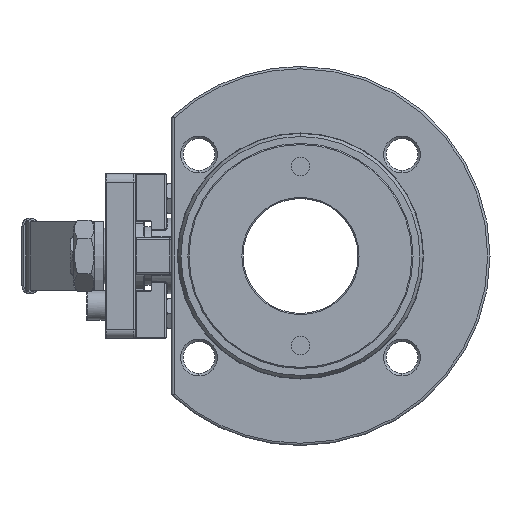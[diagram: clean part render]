
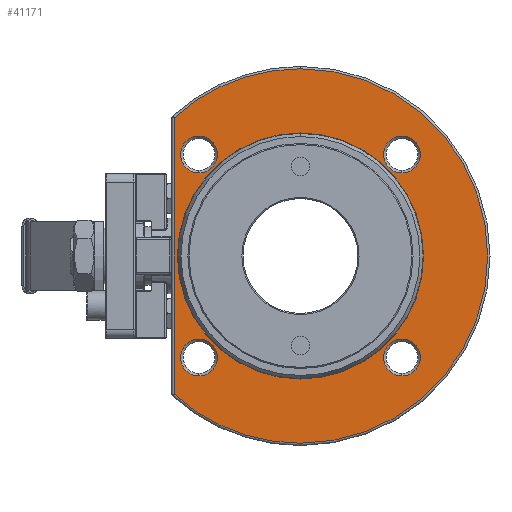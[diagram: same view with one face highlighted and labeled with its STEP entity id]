
A CAD part, left-side view. The second image highlights one B-rep face of the part: STEP entity #41171.
In plain terms, the highlighted planar face has unit normal (-1, 0, 0).
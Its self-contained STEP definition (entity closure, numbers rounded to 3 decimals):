
#278 = CIRCLE ( 'NONE', #54519, 8. ) ;
#306 = CARTESIAN_POINT ( 'NONE',  ( -37.5, 55., 0. ) ) ;
#737 = DIRECTION ( 'NONE',  ( 1., 0., 0. ) ) ;
#973 = VERTEX_POINT ( 'NONE', #15656 ) ;
#1238 = LINE ( 'NONE', #306, #41374 ) ;
#1335 = FACE_BOUND ( 'NONE', #51291, .T. ) ;
#1375 = CARTESIAN_POINT ( 'NONE',  ( -37.5, 55., -60.144 ) ) ;
#1420 = VERTEX_POINT ( 'NONE', #50751 ) ;
#1636 = CARTESIAN_POINT ( 'NONE',  ( -37.5, 0., 81.5 ) ) ;
#2168 = EDGE_CURVE ( 'NONE', #15158, #57162, #44246, .T. ) ;
#2518 = EDGE_CURVE ( 'NONE', #37741, #41818, #4067, .T. ) ;
#3134 = EDGE_CURVE ( 'NONE', #36778, #51140, #1238, .T. ) ;
#3837 = CARTESIAN_POINT ( 'NONE',  ( -37.5, -44.194, 44.194 ) ) ;
#4067 = CIRCLE ( 'NONE', #17260, 8. ) ;
#4195 = DIRECTION ( 'NONE',  ( 0., 0., 1. ) ) ;
#4583 = DIRECTION ( 'NONE',  ( -1., 0., 0. ) ) ;
#4692 = DIRECTION ( 'NONE',  ( 0., 0., 1. ) ) ;
#4931 = DIRECTION ( 'NONE',  ( -1., 0., 0. ) ) ;
#5029 = AXIS2_PLACEMENT_3D ( 'NONE', #49212, #40151, #9361 ) ;
#5067 = CARTESIAN_POINT ( 'NONE',  ( -37.5, 0., 0. ) ) ;
#5143 = EDGE_LOOP ( 'NONE', ( #35127, #45532 ) ) ;
#5337 = DIRECTION ( 'NONE',  ( 0., 0., 1. ) ) ;
#5806 = DIRECTION ( 'NONE',  ( 0., 0., 1. ) ) ;
#6136 = CARTESIAN_POINT ( 'NONE',  ( -37.5, -44.194, -36.194 ) ) ;
#6452 = EDGE_CURVE ( 'NONE', #54301, #35788, #22196, .T. ) ;
#6645 = CARTESIAN_POINT ( 'NONE',  ( -37.5, -44.194, -44.194 ) ) ;
#7038 = ORIENTED_EDGE ( 'NONE', *, *, #6452, .T. ) ;
#7107 = DIRECTION ( 'NONE',  ( 1., 0., 0. ) ) ;
#7466 = DIRECTION ( 'NONE',  ( 0., 0., 1. ) ) ;
#8170 = CARTESIAN_POINT ( 'NONE',  ( -37.5, 44.194, -52.194 ) ) ;
#9361 = DIRECTION ( 'NONE',  ( 0., 0., 1. ) ) ;
#10894 = ORIENTED_EDGE ( 'NONE', *, *, #47286, .T. ) ;
#11273 = AXIS2_PLACEMENT_3D ( 'NONE', #20929, #38145, #29285 ) ;
#11346 = DIRECTION ( 'NONE',  ( 0., 0., 1. ) ) ;
#11350 = CARTESIAN_POINT ( 'NONE',  ( -37.5, 44.194, -44.194 ) ) ;
#11428 = ORIENTED_EDGE ( 'NONE', *, *, #40497, .T. ) ;
#11534 = DIRECTION ( 'NONE',  ( 1., 0., 0. ) ) ;
#11800 = CARTESIAN_POINT ( 'NONE',  ( -37.5, -44.194, 36.194 ) ) ;
#12446 = CARTESIAN_POINT ( 'NONE',  ( -37.5, -44.194, -52.194 ) ) ;
#12725 = ORIENTED_EDGE ( 'NONE', *, *, #55590, .T. ) ;
#13571 = DIRECTION ( 'NONE',  ( -1., 0., 0. ) ) ;
#13694 = ORIENTED_EDGE ( 'NONE', *, *, #3134, .T. ) ;
#14643 = CIRCLE ( 'NONE', #52144, 8. ) ;
#14871 = CIRCLE ( 'NONE', #24629, 53.559 ) ;
#15090 = CARTESIAN_POINT ( 'NONE',  ( -37.5, 0., -81.5 ) ) ;
#15158 = VERTEX_POINT ( 'NONE', #6136 ) ;
#15656 = CARTESIAN_POINT ( 'NONE',  ( -37.5, 0., -53.559 ) ) ;
#16760 = DIRECTION ( 'NONE',  ( 1., 0., 0. ) ) ;
#16907 = CARTESIAN_POINT ( 'NONE',  ( -37.5, 44.194, 52.194 ) ) ;
#17260 = AXIS2_PLACEMENT_3D ( 'NONE', #3837, #16760, #7466 ) ;
#18037 = CIRCLE ( 'NONE', #20297, 8. ) ;
#18111 = EDGE_LOOP ( 'NONE', ( #32761, #12725 ) ) ;
#18255 = DIRECTION ( 'NONE',  ( 0., 0., -1. ) ) ;
#18623 = FACE_BOUND ( 'NONE', #18111, .T. ) ;
#20297 = AXIS2_PLACEMENT_3D ( 'NONE', #45397, #737, #5337 ) ;
#20929 = CARTESIAN_POINT ( 'NONE',  ( -37.5, 0., 0. ) ) ;
#21228 = DIRECTION ( 'NONE',  ( 0., 0., 1. ) ) ;
#21966 = ORIENTED_EDGE ( 'NONE', *, *, #39894, .T. ) ;
#22196 = CIRCLE ( 'NONE', #36370, 8. ) ;
#23894 = CARTESIAN_POINT ( 'NONE',  ( -37.5, -44.194, 52.194 ) ) ;
#24197 = FACE_BOUND ( 'NONE', #27526, .T. ) ;
#24623 = EDGE_CURVE ( 'NONE', #31517, #973, #48280, .T. ) ;
#24629 = AXIS2_PLACEMENT_3D ( 'NONE', #52525, #47894, #21228 ) ;
#25812 = AXIS2_PLACEMENT_3D ( 'NONE', #49598, #4931, #44788 ) ;
#26786 = VERTEX_POINT ( 'NONE', #1636 ) ;
#27376 = ORIENTED_EDGE ( 'NONE', *, *, #50786, .T. ) ;
#27526 = EDGE_LOOP ( 'NONE', ( #38254, #50667 ) ) ;
#28440 = CIRCLE ( 'NONE', #31005, 8. ) ;
#29285 = DIRECTION ( 'NONE',  ( 0., 0., 1. ) ) ;
#30184 = CARTESIAN_POINT ( 'NONE',  ( -37.5, 55., 60.144 ) ) ;
#30372 = CARTESIAN_POINT ( 'NONE',  ( -37.5, 82.5, 0. ) ) ;
#30658 = CIRCLE ( 'NONE', #5029, 8. ) ;
#30730 = PLANE ( 'NONE',  #43600 ) ;
#31005 = AXIS2_PLACEMENT_3D ( 'NONE', #46780, #11534, #11346 ) ;
#31517 = VERTEX_POINT ( 'NONE', #45533 ) ;
#31913 = CIRCLE ( 'NONE', #11273, 81.5 ) ;
#32140 = EDGE_LOOP ( 'NONE', ( #10894, #11428, #21966, #13694 ) ) ;
#32342 = CARTESIAN_POINT ( 'NONE',  ( -37.5, 0., 0. ) ) ;
#32694 = CIRCLE ( 'NONE', #25812, 81.5 ) ;
#32761 = ORIENTED_EDGE ( 'NONE', *, *, #2518, .T. ) ;
#33213 = AXIS2_PLACEMENT_3D ( 'NONE', #32342, #36594, #5806 ) ;
#34655 = FACE_BOUND ( 'NONE', #5143, .T. ) ;
#34725 = EDGE_LOOP ( 'NONE', ( #41774, #7038 ) ) ;
#34928 = VERTEX_POINT ( 'NONE', #15090 ) ;
#35127 = ORIENTED_EDGE ( 'NONE', *, *, #24623, .T. ) ;
#35788 = VERTEX_POINT ( 'NONE', #46300 ) ;
#36370 = AXIS2_PLACEMENT_3D ( 'NONE', #11350, #46201, #41962 ) ;
#36594 = DIRECTION ( 'NONE',  ( 1., 0., 0. ) ) ;
#36778 = VERTEX_POINT ( 'NONE', #30184 ) ;
#37146 = AXIS2_PLACEMENT_3D ( 'NONE', #5067, #13571, #4692 ) ;
#37508 = EDGE_CURVE ( 'NONE', #973, #31517, #14871, .T. ) ;
#37741 = VERTEX_POINT ( 'NONE', #23894 ) ;
#37987 = DIRECTION ( 'NONE',  ( 0., 0., 1. ) ) ;
#38145 = DIRECTION ( 'NONE',  ( -1., 0., 0. ) ) ;
#38249 = ORIENTED_EDGE ( 'NONE', *, *, #51499, .T. ) ;
#38254 = ORIENTED_EDGE ( 'NONE', *, *, #2168, .T. ) ;
#38401 = CIRCLE ( 'NONE', #37146, 81.5 ) ;
#38751 = FACE_BOUND ( 'NONE', #34725, .T. ) ;
#39893 = EDGE_CURVE ( 'NONE', #57162, #15158, #30658, .T. ) ;
#39894 = EDGE_CURVE ( 'NONE', #26786, #36778, #32694, .T. ) ;
#40151 = DIRECTION ( 'NONE',  ( 1., 0., 0. ) ) ;
#40497 = EDGE_CURVE ( 'NONE', #34928, #26786, #31913, .T. ) ;
#40824 = EDGE_CURVE ( 'NONE', #35788, #54301, #28440, .T. ) ;
#41171 = ADVANCED_FACE ( 'NONE', ( #34655, #49805, #1335, #18623, #24197, #38751 ), #30730, .T. ) ;
#41374 = VECTOR ( 'NONE', #18255, 1000. ) ;
#41774 = ORIENTED_EDGE ( 'NONE', *, *, #40824, .T. ) ;
#41818 = VERTEX_POINT ( 'NONE', #11800 ) ;
#41962 = DIRECTION ( 'NONE',  ( 0., 0., 1. ) ) ;
#43600 = AXIS2_PLACEMENT_3D ( 'NONE', #30372, #4583, #4195 ) ;
#44246 = CIRCLE ( 'NONE', #46185, 8. ) ;
#44788 = DIRECTION ( 'NONE',  ( 0., 0., 1. ) ) ;
#45397 = CARTESIAN_POINT ( 'NONE',  ( -37.5, 44.194, 44.194 ) ) ;
#45532 = ORIENTED_EDGE ( 'NONE', *, *, #37508, .T. ) ;
#45533 = CARTESIAN_POINT ( 'NONE',  ( -37.5, 0., 53.559 ) ) ;
#46185 = AXIS2_PLACEMENT_3D ( 'NONE', #6645, #46329, #50772 ) ;
#46201 = DIRECTION ( 'NONE',  ( 1., 0., 0. ) ) ;
#46300 = CARTESIAN_POINT ( 'NONE',  ( -37.5, 44.194, -36.194 ) ) ;
#46329 = DIRECTION ( 'NONE',  ( 1., 0., 0. ) ) ;
#46780 = CARTESIAN_POINT ( 'NONE',  ( -37.5, 44.194, -44.194 ) ) ;
#47029 = DIRECTION ( 'NONE',  ( 0., 0., 1. ) ) ;
#47286 = EDGE_CURVE ( 'NONE', #51140, #34928, #38401, .T. ) ;
#47894 = DIRECTION ( 'NONE',  ( 1., 0., 0. ) ) ;
#48280 = CIRCLE ( 'NONE', #33213, 53.559 ) ;
#49212 = CARTESIAN_POINT ( 'NONE',  ( -37.5, -44.194, -44.194 ) ) ;
#49598 = CARTESIAN_POINT ( 'NONE',  ( -37.5, 0., 0. ) ) ;
#49805 = FACE_OUTER_BOUND ( 'NONE', #32140, .T. ) ;
#50667 = ORIENTED_EDGE ( 'NONE', *, *, #39893, .T. ) ;
#50751 = CARTESIAN_POINT ( 'NONE',  ( -37.5, 44.194, 36.194 ) ) ;
#50772 = DIRECTION ( 'NONE',  ( 0., 0., 1. ) ) ;
#50786 = EDGE_CURVE ( 'NONE', #52084, #1420, #14643, .T. ) ;
#51140 = VERTEX_POINT ( 'NONE', #1375 ) ;
#51291 = EDGE_LOOP ( 'NONE', ( #27376, #38249 ) ) ;
#51499 = EDGE_CURVE ( 'NONE', #1420, #52084, #18037, .T. ) ;
#51703 = CARTESIAN_POINT ( 'NONE',  ( -37.5, 44.194, 44.194 ) ) ;
#52023 = CARTESIAN_POINT ( 'NONE',  ( -37.5, -44.194, 44.194 ) ) ;
#52084 = VERTEX_POINT ( 'NONE', #16907 ) ;
#52144 = AXIS2_PLACEMENT_3D ( 'NONE', #51703, #55907, #37987 ) ;
#52525 = CARTESIAN_POINT ( 'NONE',  ( -37.5, 0., 0. ) ) ;
#54301 = VERTEX_POINT ( 'NONE', #8170 ) ;
#54519 = AXIS2_PLACEMENT_3D ( 'NONE', #52023, #7107, #47029 ) ;
#55590 = EDGE_CURVE ( 'NONE', #41818, #37741, #278, .T. ) ;
#55907 = DIRECTION ( 'NONE',  ( 1., 0., 0. ) ) ;
#57162 = VERTEX_POINT ( 'NONE', #12446 ) ;
